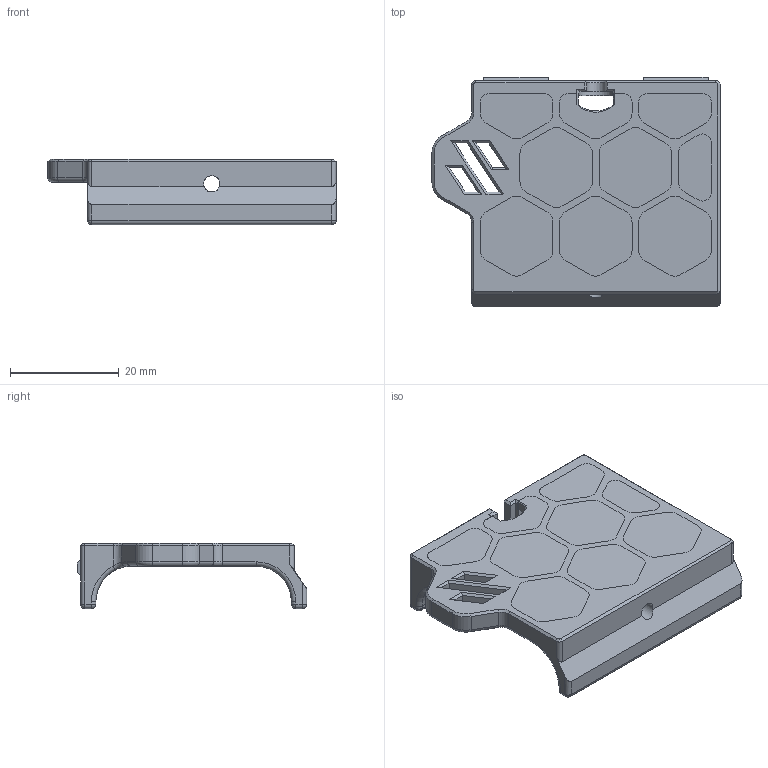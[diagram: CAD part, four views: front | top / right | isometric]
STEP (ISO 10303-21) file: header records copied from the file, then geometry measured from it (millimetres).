
FILE_DESCRIPTION(/* description */ (''),/* implementation_level */ '2;1');
FILE_NAME(/* name */ 'Front_Right_Skirt.step',/* time_stamp */ '2023-07-19T17:35:39-07:00',/* author */ (''),/* organization */ (''),/* preprocessor_version */ 'ST-DEVELOPER v19.2',/* originating_system */ 'Autodesk Translation Framework v12.6.0.85',/* authorisation */ '');
FILE_SCHEMA (('AUTOMOTIVE_DESIGN { 1 0 10303 214 3 1 1 }'));
Length unit declared in the file: millimetre
Products named in the file (2): Front Right Skirt; Inserts (3)
Assembly tree (1 placements, depth 2):
  Front Right Skirt
    Inserts (3)
Bounding box: 52.89 x 42.1 x 12 mm (x, y, z)
Volume: 7593.3 mm3; surface area: 8447.9 mm2
Topology: 10 solids, 10 shells, 473 faces, 1211 edges, 749 vertices
Faces by surface type: plane 250, cylinder 145, cone 59, sphere 8, torus 7, bspline 4
Full cylindrical faces by diameter (mm): 3 x1
Entity records: 14573 total; most frequent: CARTESIAN_POINT 2863, DIRECTION 2470, ORIENTED_EDGE 2422, EDGE_CURVE 1211, AXIS2_PLACEMENT_3D 832, LINE 806, VECTOR 806, VERTEX_POINT 749
